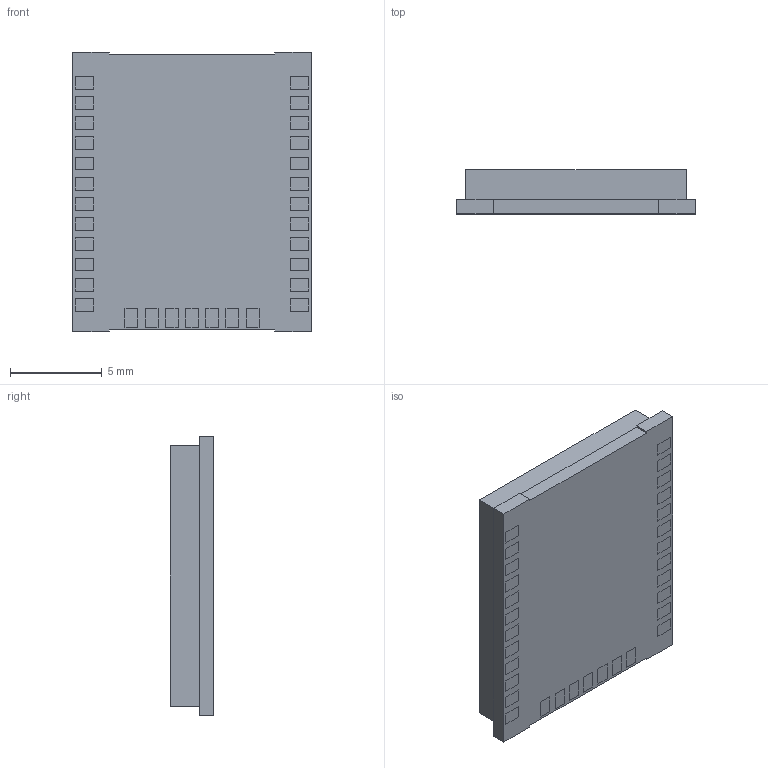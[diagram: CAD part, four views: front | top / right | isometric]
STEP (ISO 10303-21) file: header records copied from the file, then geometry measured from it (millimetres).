
FILE_DESCRIPTION (( 'STEP AP214' ), '1' );
FILE_NAME ('WSSFM10R1AT.STEP', '2018-10-12T10:33:39', ( '' ), ( '' ), 'SwSTEP 2.0', 'SolidWorks 2017', '' );
FILE_SCHEMA (( 'AUTOMOTIVE_DESIGN' ));
Length unit declared in the file: millimetre
Products named in the file (1): WSSFM10R1AT
Bounding box: 13 x 2.38 x 15.2 mm (x, y, z)
Volume: 425.4 mm3; surface area: 925 mm2
Topology: 33 solids, 33 shells, 361 faces, 792 edges, 528 vertices
Faces by surface type: plane 361
Entity records: 10008 total; most frequent: CARTESIAN_POINT 1682, ORIENTED_EDGE 1584, DIRECTION 1516, EDGE_CURVE 792, VECTOR 792, LINE 792, VERTEX_POINT 528, EDGE_LOOP 392
